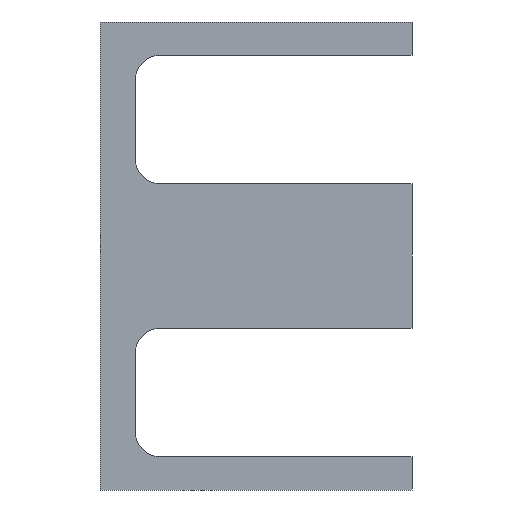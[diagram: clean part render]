
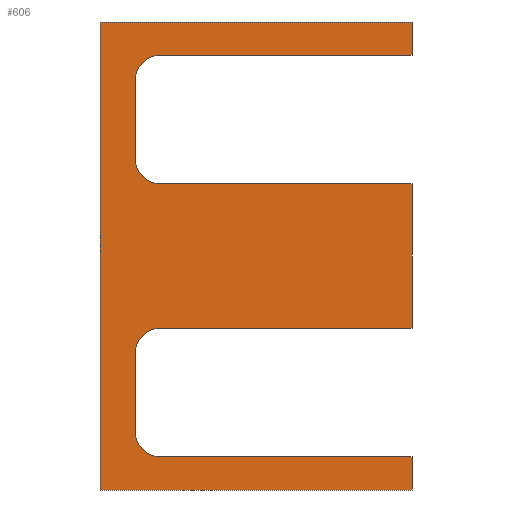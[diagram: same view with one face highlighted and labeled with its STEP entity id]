
A CAD part, left-side view. The second image highlights one B-rep face of the part: STEP entity #606.
In plain terms, the highlighted planar face has unit normal (-1, 0, 0).
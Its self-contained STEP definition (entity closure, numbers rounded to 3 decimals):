
#61 = EDGE_LOOP ( 'NONE', ( #102, #103, #104, #105, #106, #107, #108, #109, #110, #111, #112, #113, #114, #115, #116, #117 ) ) ;
#102 = ORIENTED_EDGE ( 'NONE', *, *, #561, .F. ) ;
#103 = ORIENTED_EDGE ( 'NONE', *, *, #560, .F. ) ;
#104 = ORIENTED_EDGE ( 'NONE', *, *, #558, .F. ) ;
#105 = ORIENTED_EDGE ( 'NONE', *, *, #556, .F. ) ;
#106 = ORIENTED_EDGE ( 'NONE', *, *, #551, .F. ) ;
#107 = ORIENTED_EDGE ( 'NONE', *, *, #553, .F. ) ;
#108 = ORIENTED_EDGE ( 'NONE', *, *, #543, .F. ) ;
#109 = ORIENTED_EDGE ( 'NONE', *, *, #549, .F. ) ;
#110 = ORIENTED_EDGE ( 'NONE', *, *, #547, .F. ) ;
#111 = ORIENTED_EDGE ( 'NONE', *, *, #545, .F. ) ;
#112 = ORIENTED_EDGE ( 'NONE', *, *, #539, .F. ) ;
#113 = ORIENTED_EDGE ( 'NONE', *, *, #541, .F. ) ;
#114 = ORIENTED_EDGE ( 'NONE', *, *, #532, .F. ) ;
#115 = ORIENTED_EDGE ( 'NONE', *, *, #537, .F. ) ;
#116 = ORIENTED_EDGE ( 'NONE', *, *, #534, .F. ) ;
#117 = ORIENTED_EDGE ( 'NONE', *, *, #562, .F. ) ;
#163 = CIRCLE ( 'NONE', #572, 6.5 ) ;
#164 = LINE ( 'NONE', #383, #165 ) ;
#165 = VECTOR ( 'NONE', #384, 1000. ) ;
#170 = LINE ( 'NONE', #389, #171 ) ;
#171 = VECTOR ( 'NONE', #390, 1000. ) ;
#176 = CIRCLE ( 'NONE', #575, 6.5 ) ;
#177 = LINE ( 'NONE', #398, #178 ) ;
#178 = VECTOR ( 'NONE', #399, 1000. ) ;
#183 = CIRCLE ( 'NONE', #576, 6.5 ) ;
#184 = LINE ( 'NONE', #407, #185 ) ;
#185 = VECTOR ( 'NONE', #408, 1000. ) ;
#188 = LINE ( 'NONE', #411, #189 ) ;
#189 = VECTOR ( 'NONE', #412, 1000. ) ;
#192 = LINE ( 'NONE', #415, #193 ) ;
#193 = VECTOR ( 'NONE', #416, 1000. ) ;
#198 = CIRCLE ( 'NONE', #577, 6.5 ) ;
#199 = LINE ( 'NONE', #424, #200 ) ;
#200 = VECTOR ( 'NONE', #425, 1000. ) ;
#205 = LINE ( 'NONE', #430, #206 ) ;
#206 = VECTOR ( 'NONE', #431, 1000. ) ;
#209 = LINE ( 'NONE', #434, #210 ) ;
#210 = VECTOR ( 'NONE', #435, 1000. ) ;
#213 = LINE ( 'NONE', #438, #214 ) ;
#214 = VECTOR ( 'NONE', #439, 1000. ) ;
#215 = LINE ( 'NONE', #440, #216 ) ;
#216 = VECTOR ( 'NONE', #441, 1000. ) ;
#217 = LINE ( 'NONE', #443, #218 ) ;
#218 = VECTOR ( 'NONE', #444, 1000. ) ;
#229 = FACE_OUTER_BOUND ( 'NONE', #61, .T. ) ;
#241 = CARTESIAN_POINT ( 'NONE',  ( 0., 71., 25. ) ) ;
#242 = CARTESIAN_POINT ( 'NONE',  ( 0., 71., -45. ) ) ;
#243 = CARTESIAN_POINT ( 'NONE',  ( 0., 64.5, -18.5 ) ) ;
#245 = VERTEX_POINT ( 'NONE', #242 ) ;
#246 = VERTEX_POINT ( 'NONE', #243 ) ;
#247 = VERTEX_POINT ( 'NONE', #285 ) ;
#248 = VERTEX_POINT ( 'NONE', #277 ) ;
#249 = VERTEX_POINT ( 'NONE', #286 ) ;
#250 = VERTEX_POINT ( 'NONE', #241 ) ;
#251 = VERTEX_POINT ( 'NONE', #287 ) ;
#252 = VERTEX_POINT ( 'NONE', #288 ) ;
#253 = VERTEX_POINT ( 'NONE', #284 ) ;
#254 = VERTEX_POINT ( 'NONE', #289 ) ;
#271 = VERTEX_POINT ( 'NONE', #306 ) ;
#272 = VERTEX_POINT ( 'NONE', #307 ) ;
#273 = VERTEX_POINT ( 'NONE', #308 ) ;
#274 = VERTEX_POINT ( 'NONE', #309 ) ;
#275 = VERTEX_POINT ( 'NONE', #310 ) ;
#276 = VERTEX_POINT ( 'NONE', #311 ) ;
#277 = CARTESIAN_POINT ( 'NONE',  ( 0., 0., 18.5 ) ) ;
#284 = CARTESIAN_POINT ( 'NONE',  ( 0., 0., 51.5 ) ) ;
#285 = CARTESIAN_POINT ( 'NONE',  ( 0., 0., -18.5 ) ) ;
#286 = CARTESIAN_POINT ( 'NONE',  ( 0., 64.5, 18.5 ) ) ;
#287 = CARTESIAN_POINT ( 'NONE',  ( 0., 71., 45. ) ) ;
#288 = CARTESIAN_POINT ( 'NONE',  ( 0., 64.5, 51.5 ) ) ;
#289 = CARTESIAN_POINT ( 'NONE',  ( 0., 0., 60. ) ) ;
#306 = CARTESIAN_POINT ( 'NONE',  ( 0., 0., -60. ) ) ;
#307 = CARTESIAN_POINT ( 'NONE',  ( 0., 71., -25. ) ) ;
#308 = CARTESIAN_POINT ( 'NONE',  ( 0., 64.5, -51.5 ) ) ;
#309 = CARTESIAN_POINT ( 'NONE',  ( 0., 0., -51.5 ) ) ;
#310 = CARTESIAN_POINT ( 'NONE',  ( 0., 80., -60. ) ) ;
#311 = CARTESIAN_POINT ( 'NONE',  ( 0., 80., 60. ) ) ;
#376 = CARTESIAN_POINT ( 'NONE',  ( 0., 64.5, 45. ) ) ;
#379 = DIRECTION ( 'NONE',  ( -1., 0., 0. ) ) ;
#380 = DIRECTION ( 'NONE',  ( 0., 0., 1. ) ) ;
#381 = CARTESIAN_POINT ( 'NONE',  ( 0., 64.5, 25. ) ) ;
#383 = CARTESIAN_POINT ( 'NONE',  ( 0., 0., 0. ) ) ;
#384 = DIRECTION ( 'NONE',  ( 0., 0., -1. ) ) ;
#389 = CARTESIAN_POINT ( 'NONE',  ( 0., 0., 51.5 ) ) ;
#390 = DIRECTION ( 'NONE',  ( 0., 1., 0. ) ) ;
#394 = DIRECTION ( 'NONE',  ( -1., 0., 0. ) ) ;
#395 = DIRECTION ( 'NONE',  ( 0., 0., 1. ) ) ;
#396 = CARTESIAN_POINT ( 'NONE',  ( 0., 64.5, -25. ) ) ;
#398 = CARTESIAN_POINT ( 'NONE',  ( 0., 71., 0. ) ) ;
#399 = DIRECTION ( 'NONE',  ( 0., 0., -1. ) ) ;
#403 = DIRECTION ( 'NONE',  ( -1., 0., 0. ) ) ;
#404 = DIRECTION ( 'NONE',  ( 0., 0., 1. ) ) ;
#405 = CARTESIAN_POINT ( 'NONE',  ( 0., 64.5, -45. ) ) ;
#407 = CARTESIAN_POINT ( 'NONE',  ( 0., 0., 18.5 ) ) ;
#408 = DIRECTION ( 'NONE',  ( 0., -1., 0. ) ) ;
#411 = CARTESIAN_POINT ( 'NONE',  ( 0., 0., 0. ) ) ;
#412 = DIRECTION ( 'NONE',  ( 0., 0., -1. ) ) ;
#415 = CARTESIAN_POINT ( 'NONE',  ( 0., 0., -18.5 ) ) ;
#416 = DIRECTION ( 'NONE',  ( 0., 1., 0. ) ) ;
#420 = DIRECTION ( 'NONE',  ( -1., 0., 0. ) ) ;
#421 = DIRECTION ( 'NONE',  ( 0., 0., 1. ) ) ;
#424 = CARTESIAN_POINT ( 'NONE',  ( 0., 71., 0. ) ) ;
#425 = DIRECTION ( 'NONE',  ( 0., 0., -1. ) ) ;
#430 = CARTESIAN_POINT ( 'NONE',  ( 0., 0., -51.5 ) ) ;
#431 = DIRECTION ( 'NONE',  ( 0., -1., 0. ) ) ;
#434 = CARTESIAN_POINT ( 'NONE',  ( 0., 0., 0. ) ) ;
#435 = DIRECTION ( 'NONE',  ( 0., 0., -1. ) ) ;
#438 = CARTESIAN_POINT ( 'NONE',  ( 0., 0., -60. ) ) ;
#439 = DIRECTION ( 'NONE',  ( 0., 1., 0. ) ) ;
#440 = CARTESIAN_POINT ( 'NONE',  ( 0., 80., 0. ) ) ;
#441 = DIRECTION ( 'NONE',  ( 0., 0., 1. ) ) ;
#443 = CARTESIAN_POINT ( 'NONE',  ( 0., 0., 60. ) ) ;
#444 = DIRECTION ( 'NONE',  ( 0., -1., 0. ) ) ;
#476 = PLANE ( 'NONE',  #589 ) ;
#479 = CARTESIAN_POINT ( 'NONE',  ( 0., 0., 0. ) ) ;
#485 = DIRECTION ( 'NONE',  ( 1., 0., 0. ) ) ;
#486 = DIRECTION ( 'NONE',  ( 0., 0., -1. ) ) ;
#532 = EDGE_CURVE ( 'NONE', #252, #251, #163, .T. ) ;
#534 = EDGE_CURVE ( 'NONE', #254, #253, #164, .T. ) ;
#537 = EDGE_CURVE ( 'NONE', #253, #252, #170, .T. ) ;
#539 = EDGE_CURVE ( 'NONE', #250, #249, #176, .T. ) ;
#541 = EDGE_CURVE ( 'NONE', #251, #250, #177, .T. ) ;
#543 = EDGE_CURVE ( 'NONE', #246, #272, #183, .T. ) ;
#545 = EDGE_CURVE ( 'NONE', #249, #248, #184, .T. ) ;
#547 = EDGE_CURVE ( 'NONE', #248, #247, #188, .T. ) ;
#549 = EDGE_CURVE ( 'NONE', #247, #246, #192, .T. ) ;
#551 = EDGE_CURVE ( 'NONE', #245, #273, #198, .T. ) ;
#553 = EDGE_CURVE ( 'NONE', #272, #245, #199, .T. ) ;
#556 = EDGE_CURVE ( 'NONE', #273, #274, #205, .T. ) ;
#558 = EDGE_CURVE ( 'NONE', #274, #271, #209, .T. ) ;
#560 = EDGE_CURVE ( 'NONE', #271, #275, #213, .T. ) ;
#561 = EDGE_CURVE ( 'NONE', #275, #276, #215, .T. ) ;
#562 = EDGE_CURVE ( 'NONE', #276, #254, #217, .T. ) ;
#572 = AXIS2_PLACEMENT_3D ( 'NONE', #376, #379, #380 ) ;
#575 = AXIS2_PLACEMENT_3D ( 'NONE', #381, #394, #395 ) ;
#576 = AXIS2_PLACEMENT_3D ( 'NONE', #396, #403, #404 ) ;
#577 = AXIS2_PLACEMENT_3D ( 'NONE', #405, #420, #421 ) ;
#589 = AXIS2_PLACEMENT_3D ( 'NONE', #479, #485, #486 ) ;
#606 = ADVANCED_FACE ( 'NONE', ( #229 ), #476, .F. ) ;
